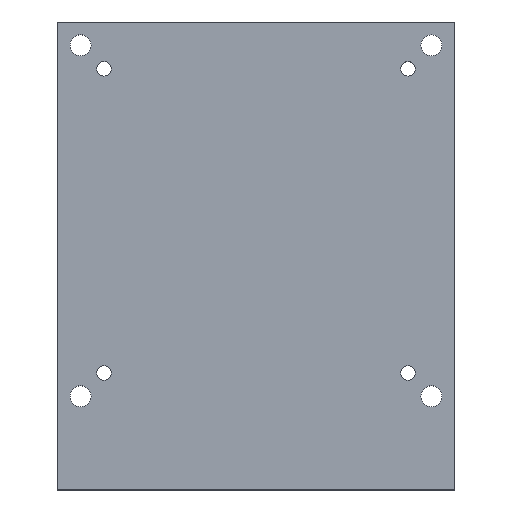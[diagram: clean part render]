
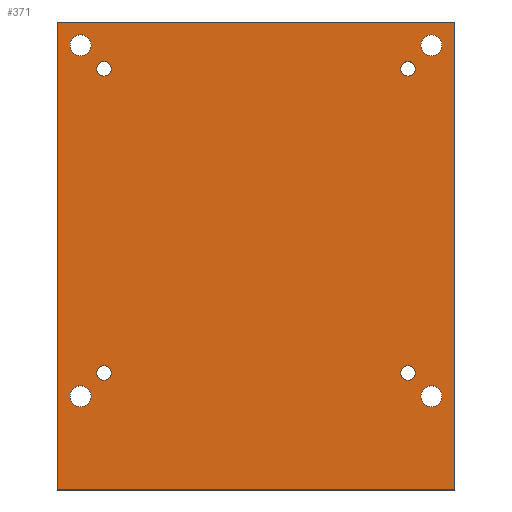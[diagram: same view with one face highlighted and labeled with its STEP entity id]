
A CAD part, top view. The second image highlights one B-rep face of the part: STEP entity #371.
In plain terms, the highlighted planar face has unit normal (0, 0, 1).
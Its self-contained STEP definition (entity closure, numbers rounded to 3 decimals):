
#15=FACE_BOUND('',#96,.T.);
#16=FACE_BOUND('',#97,.T.);
#17=FACE_BOUND('',#98,.T.);
#18=FACE_BOUND('',#99,.T.);
#19=FACE_BOUND('',#100,.T.);
#20=FACE_BOUND('',#101,.T.);
#21=FACE_BOUND('',#102,.T.);
#22=FACE_BOUND('',#103,.T.);
#36=CIRCLE('',#408,1.55);
#37=CIRCLE('',#410,1.55);
#38=CIRCLE('',#411,1.55);
#39=CIRCLE('',#412,1.55);
#40=CIRCLE('',#413,2.25);
#41=CIRCLE('',#414,2.25);
#42=CIRCLE('',#415,2.25);
#43=CIRCLE('',#416,2.25);
#73=FACE_OUTER_BOUND('',#95,.T.);
#95=EDGE_LOOP('',(#271,#272,#273,#274));
#96=EDGE_LOOP('',(#275));
#97=EDGE_LOOP('',(#276));
#98=EDGE_LOOP('',(#277));
#99=EDGE_LOOP('',(#278));
#100=EDGE_LOOP('',(#279));
#101=EDGE_LOOP('',(#280));
#102=EDGE_LOOP('',(#281));
#103=EDGE_LOOP('',(#282));
#135=LINE('',#573,#159);
#140=LINE('',#587,#164);
#141=LINE('',#589,#165);
#142=LINE('',#590,#166);
#159=VECTOR('',#455,10.);
#164=VECTOR('',#468,10.);
#165=VECTOR('',#469,10.);
#166=VECTOR('',#470,10.);
#183=VERTEX_POINT('',#571);
#184=VERTEX_POINT('',#572);
#188=VERTEX_POINT('',#582);
#189=VERTEX_POINT('',#586);
#190=VERTEX_POINT('',#588);
#191=VERTEX_POINT('',#591);
#192=VERTEX_POINT('',#593);
#193=VERTEX_POINT('',#595);
#194=VERTEX_POINT('',#597);
#195=VERTEX_POINT('',#599);
#196=VERTEX_POINT('',#601);
#197=VERTEX_POINT('',#603);
#215=EDGE_CURVE('',#183,#184,#135,.T.);
#221=EDGE_CURVE('',#188,#188,#36,.T.);
#222=EDGE_CURVE('',#189,#183,#140,.T.);
#223=EDGE_CURVE('',#190,#189,#141,.T.);
#224=EDGE_CURVE('',#184,#190,#142,.T.);
#225=EDGE_CURVE('',#191,#191,#37,.T.);
#226=EDGE_CURVE('',#192,#192,#38,.T.);
#227=EDGE_CURVE('',#193,#193,#39,.T.);
#228=EDGE_CURVE('',#194,#194,#40,.T.);
#229=EDGE_CURVE('',#195,#195,#41,.T.);
#230=EDGE_CURVE('',#196,#196,#42,.T.);
#231=EDGE_CURVE('',#197,#197,#43,.T.);
#271=ORIENTED_EDGE('',*,*,#222,.F.);
#272=ORIENTED_EDGE('',*,*,#223,.F.);
#273=ORIENTED_EDGE('',*,*,#224,.F.);
#274=ORIENTED_EDGE('',*,*,#215,.F.);
#275=ORIENTED_EDGE('',*,*,#221,.T.);
#276=ORIENTED_EDGE('',*,*,#225,.F.);
#277=ORIENTED_EDGE('',*,*,#226,.F.);
#278=ORIENTED_EDGE('',*,*,#227,.F.);
#279=ORIENTED_EDGE('',*,*,#228,.F.);
#280=ORIENTED_EDGE('',*,*,#229,.F.);
#281=ORIENTED_EDGE('',*,*,#230,.F.);
#282=ORIENTED_EDGE('',*,*,#231,.F.);
#360=PLANE('',#409);
#371=ADVANCED_FACE('',(#73,#15,#16,#17,#18,#19,#20,#21,#22),#360,.T.);
#408=AXIS2_PLACEMENT_3D('',#584,#464,#465);
#409=AXIS2_PLACEMENT_3D('',#585,#466,#467);
#410=AXIS2_PLACEMENT_3D('',#592,#471,#472);
#411=AXIS2_PLACEMENT_3D('',#594,#473,#474);
#412=AXIS2_PLACEMENT_3D('',#596,#475,#476);
#413=AXIS2_PLACEMENT_3D('',#598,#477,#478);
#414=AXIS2_PLACEMENT_3D('',#600,#479,#480);
#415=AXIS2_PLACEMENT_3D('',#602,#481,#482);
#416=AXIS2_PLACEMENT_3D('',#604,#483,#484);
#455=DIRECTION('',(-1.,0.,0.));
#464=DIRECTION('center_axis',(0.,0.,-1.));
#465=DIRECTION('ref_axis',(1.,0.,0.));
#466=DIRECTION('center_axis',(0.,0.,1.));
#467=DIRECTION('ref_axis',(1.,0.,0.));
#468=DIRECTION('',(0.,-1.,0.));
#469=DIRECTION('',(1.,0.,0.));
#470=DIRECTION('',(0.,1.,0.));
#471=DIRECTION('center_axis',(0.,0.,1.));
#472=DIRECTION('ref_axis',(-1.,0.,0.));
#473=DIRECTION('center_axis',(0.,0.,1.));
#474=DIRECTION('ref_axis',(-1.,0.,0.));
#475=DIRECTION('center_axis',(0.,0.,1.));
#476=DIRECTION('ref_axis',(-1.,0.,0.));
#477=DIRECTION('center_axis',(0.,0.,1.));
#478=DIRECTION('ref_axis',(1.,0.,0.));
#479=DIRECTION('center_axis',(0.,0.,1.));
#480=DIRECTION('ref_axis',(1.,0.,0.));
#481=DIRECTION('center_axis',(0.,0.,1.));
#482=DIRECTION('ref_axis',(1.,0.,0.));
#483=DIRECTION('center_axis',(0.,0.,1.));
#484=DIRECTION('ref_axis',(1.,0.,0.));
#571=CARTESIAN_POINT('',(10.,-57.506,-19.));
#572=CARTESIAN_POINT('',(-75.,-57.506,-19.));
#573=CARTESIAN_POINT('',(10.,-57.506,-19.));
#582=CARTESIAN_POINT('',(-1.55,32.494,-19.));
#584=CARTESIAN_POINT('Origin',(0.,32.494,-19.));
#585=CARTESIAN_POINT('Origin',(-30.,37.494,-19.));
#586=CARTESIAN_POINT('',(10.,42.494,-19.));
#587=CARTESIAN_POINT('',(10.,-2.506,-19.));
#588=CARTESIAN_POINT('',(-75.,42.494,-19.));
#589=CARTESIAN_POINT('',(-7.5,42.494,-19.));
#590=CARTESIAN_POINT('',(-75.,-57.506,-19.));
#591=CARTESIAN_POINT('',(-63.45,-32.506,-19.));
#592=CARTESIAN_POINT('Origin',(-65.,-32.506,-19.));
#593=CARTESIAN_POINT('',(-63.45,32.5,-19.));
#594=CARTESIAN_POINT('Origin',(-65.,32.5,-19.));
#595=CARTESIAN_POINT('',(1.55,-32.506,-19.));
#596=CARTESIAN_POINT('Origin',(0.,-32.506,-19.));
#597=CARTESIAN_POINT('',(2.75,-37.506,-19.));
#598=CARTESIAN_POINT('Origin',(5.,-37.506,-19.));
#599=CARTESIAN_POINT('',(2.75,37.494,-19.));
#600=CARTESIAN_POINT('Origin',(5.,37.494,-19.));
#601=CARTESIAN_POINT('',(-72.25,-37.506,-19.));
#602=CARTESIAN_POINT('Origin',(-70.,-37.506,-19.));
#603=CARTESIAN_POINT('',(-72.25,37.5,-19.));
#604=CARTESIAN_POINT('Origin',(-70.,37.5,-19.));
